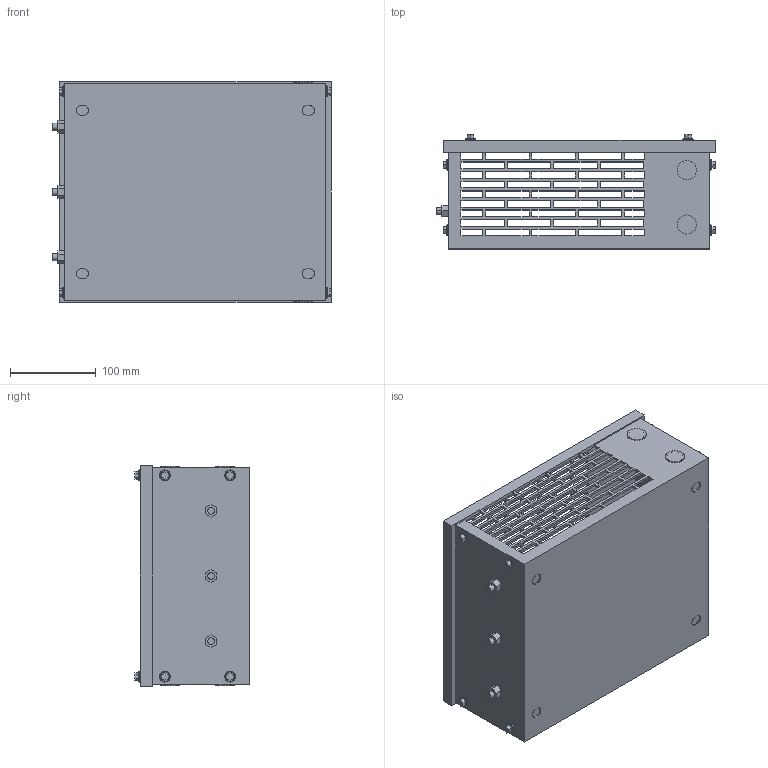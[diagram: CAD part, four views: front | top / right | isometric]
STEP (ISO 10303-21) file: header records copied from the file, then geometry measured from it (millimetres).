
FILE_DESCRIPTION (( 'STEP AP214' ), '1' );
FILE_NAME ('BR-N1-1K2W15P0.STEP', '2024-06-11T16:40:03', ( '' ), ( '' ), 'SwSTEP 2.0', 'SolidWorks 2021', '' );
FILE_SCHEMA (( 'AUTOMOTIVE_DESIGN' ));
Length unit declared in the file: inch
Products named in the file (1): BR-N1-1K2W15P0
Bounding box: 325.55 x 133.46 x 257.18 mm (x, y, z)
Volume: 611487.6 mm3; surface area: 533046.3 mm2
Topology: 32 solids, 32 shells, 981 faces, 2712 edges, 1808 vertices
Faces by surface type: plane 879, cylinder 102
Entity records: 31939 total; most frequent: CARTESIAN_POINT 5502, ORIENTED_EDGE 5424, DIRECTION 4880, EDGE_CURVE 2712, LINE 2508, VECTOR 2508, VERTEX_POINT 1808, EDGE_LOOP 1368
